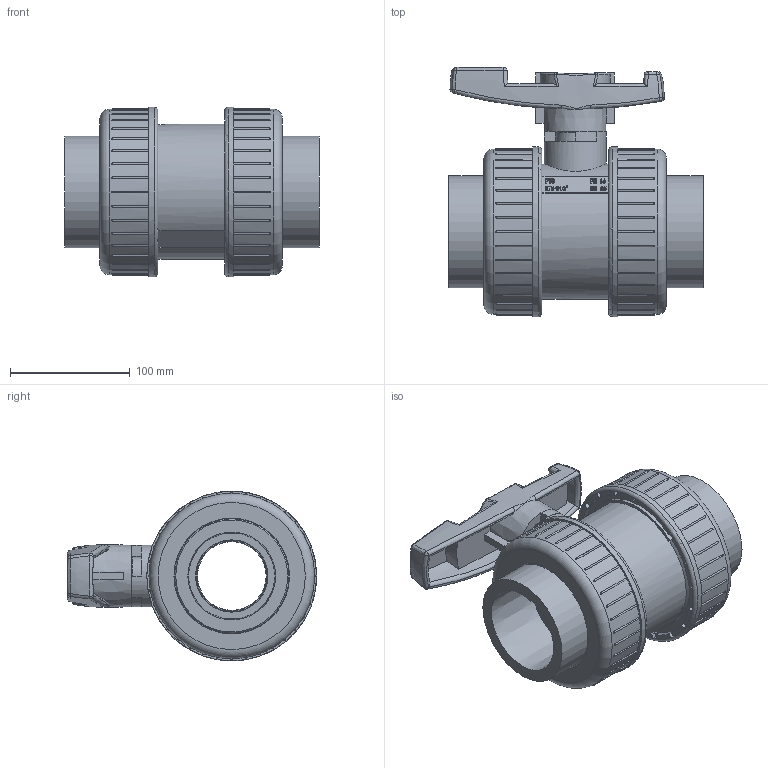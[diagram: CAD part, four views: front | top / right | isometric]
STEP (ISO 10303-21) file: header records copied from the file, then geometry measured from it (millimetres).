
FILE_DESCRIPTION(/* description */ (''),/* implementation_level */ '2;1');
FILE_NAME(/* name */ '75双由令球阀(黑）.stp',/* time_stamp */ '2024-11-09T09:47:28+08:00',/* author */ (''),/* organization */ (''),/* preprocessor_version */ 'ST-DEVELOPER v16',/* originating_system */ 'SIEMENS PLM Software NX 10.0',/* authorisation */ '');
FILE_SCHEMA (('AUTOMOTIVE_DESIGN { 1 0 10303 214 3 1 1 1 }'));
Products named in the file (1): gelv0FF88864nq9b
Bounding box: 212.85 x 208.47 x 142 mm (x, y, z)
Volume: 1797612.3 mm3; surface area: 460914.9 mm2
Topology: 16 solids, 16 shells, 1076 faces, 3019 edges, 1950 vertices
Faces by surface type: plane 523, cylinder 203, extrusion 136, sphere 85, bspline 66, torus 54, cone 9
Full cylindrical faces by diameter (mm): 3.442 x1, 4.59 x1, 25.681 x4, 31.724 x3, 33.235 x1, 34.745 x2, 37.767 x1, 51.568 x1, 57.405 x1, 58.916 x2, 60.427 x4, 68.282 x3, 69.491 x1, 71.001 x3, 76.44 x3, 77.044 x1, 83.842 x1, 84.809 x3, 89.734 x3, 92.906 x1, 93.661 x2, 95.776 x2, 96.683 x2, 98.193 x1, 99.704 x2, 100.308 x1, 109.372 x2, 128.407 x2, 138.226 x2, 142.003 x2
Entity records: 47099 total; most frequent: CARTESIAN_POINT 22195, ORIENTED_EDGE 5418, DIRECTION 4445, EDGE_CURVE 2709, VERTEX_POINT 1831, AXIS2_PLACEMENT_3D 1611, EDGE_LOOP 1272, VECTOR 1223
